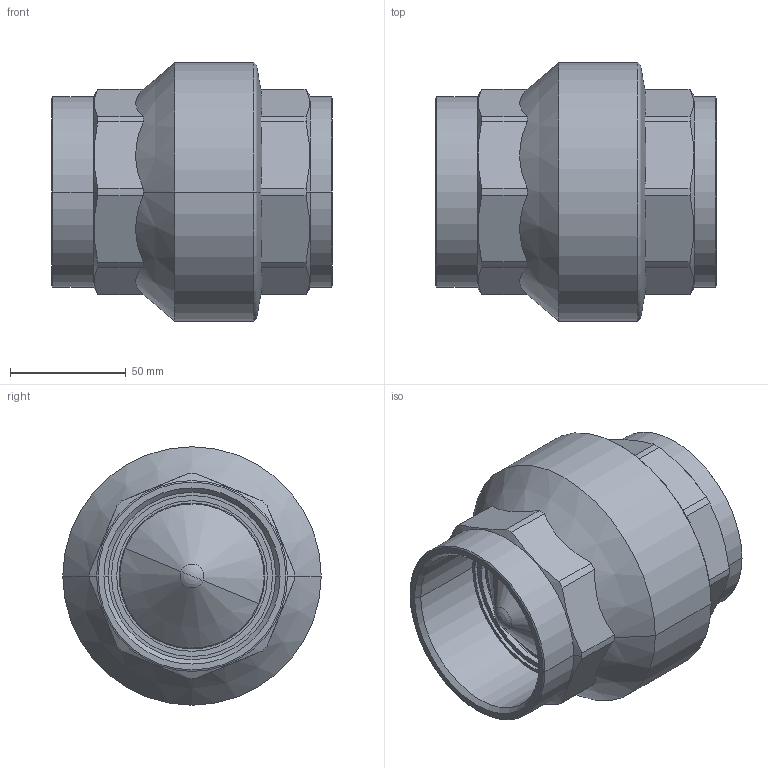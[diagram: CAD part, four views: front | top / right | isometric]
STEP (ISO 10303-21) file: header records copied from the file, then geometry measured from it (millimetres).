
FILE_DESCRIPTION(('Creo Elements/Direct Modeling STEP Export'),'2;1');
FILE_NAME('10000012.stp','2021-05-18T14:23:43',(''),(''),'Creo Elements/Direct Modeling STEP processor for AP214 (Solid Model)','Creo Elements/Direct Modeling 20.1D 10-Oct-2020 (C) Parametric Technology GmbH','');
FILE_SCHEMA(('AUTOMOTIVE_DESIGN { 1 0 10303 214 1 1 1 1 }'));
Length unit declared in the file: millimetre
Products named in the file (1): 100000120000
Bounding box: 121 x 111.5 x 111.5 mm (x, y, z)
Volume: 584791.6 mm3; surface area: 70158.4 mm2
Topology: 1 solids, 1 shells, 101 faces, 255 edges, 160 vertices
Faces by surface type: cylinder 32, plane 29, cone 22, bspline 8, torus 8, sphere 2
Entity records: 6326 total; most frequent: CARTESIAN_POINT 4009, ORIENTED_EDGE 506, DIRECTION 404, EDGE_CURVE 253, AXIS2_PLACEMENT_3D 161, VERTEX_POINT 160, EDGE_LOOP 107, FACE_OUTER_BOUND 101
